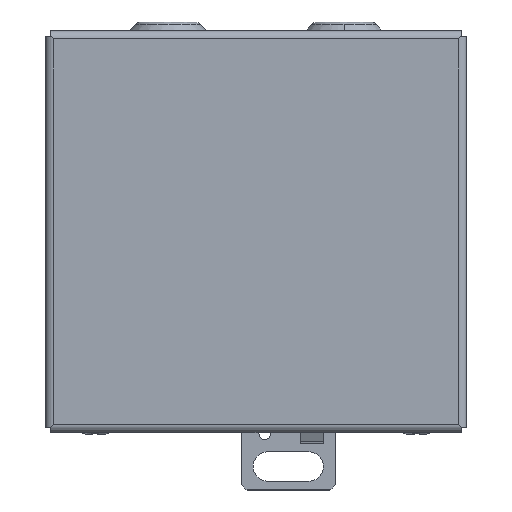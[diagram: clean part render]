
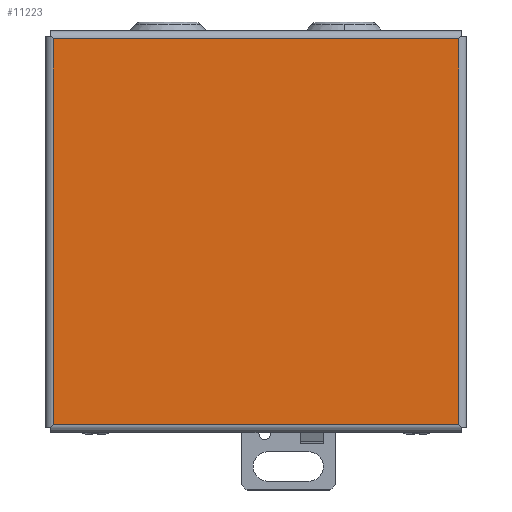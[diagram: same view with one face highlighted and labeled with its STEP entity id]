
A CAD part, top view. The second image highlights one B-rep face of the part: STEP entity #11223.
In plain terms, the highlighted planar face has unit normal (0, 0, 1).
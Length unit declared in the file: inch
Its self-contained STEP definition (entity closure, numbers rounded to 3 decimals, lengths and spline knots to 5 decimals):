
#700 = VECTOR ( 'NONE', #10485, 39.37008 ) ;
#816 = EDGE_CURVE ( 'NONE', #6300, #10456, #2861, .T. ) ;
#859 = EDGE_CURVE ( 'NONE', #10456, #1069, #9503, .T. ) ;
#875 = DIRECTION ( 'NONE',  ( 1., 0., 0. ) ) ;
#920 = EDGE_CURVE ( 'NONE', #1069, #7997, #5414, .T. ) ;
#1069 = VERTEX_POINT ( 'NONE', #2910 ) ;
#1291 = AXIS2_PLACEMENT_3D ( 'NONE', #4060, #6621, #6557 ) ;
#2487 = CARTESIAN_POINT ( 'NONE',  ( -2.1585, -4.135, 3.0285 ) ) ;
#2861 = LINE ( 'NONE', #5247, #700 ) ;
#2910 = CARTESIAN_POINT ( 'NONE',  ( 2.1585, -0.029, 3.0285 ) ) ;
#3134 = EDGE_CURVE ( 'NONE', #7997, #6300, #4776, .T. ) ;
#3189 = CARTESIAN_POINT ( 'NONE',  ( 2.1585, -4.135, 3.0285 ) ) ;
#3257 = CARTESIAN_POINT ( 'NONE',  ( -2.1585, -0.029, 3.0285 ) ) ;
#3578 = VECTOR ( 'NONE', #4037, 39.37008 ) ;
#3602 = CARTESIAN_POINT ( 'NONE',  ( -2.1585, -0.029, 3.0285 ) ) ;
#3752 = ORIENTED_EDGE ( 'NONE', *, *, #816, .F. ) ;
#3930 = CARTESIAN_POINT ( 'NONE',  ( 2.1585, -0.029, 3.0285 ) ) ;
#4037 = DIRECTION ( 'NONE',  ( -1., 0., 0. ) ) ;
#4060 = CARTESIAN_POINT ( 'NONE',  ( 2.1585, -0.029, 3.0285 ) ) ;
#4546 = ORIENTED_EDGE ( 'NONE', *, *, #859, .F. ) ;
#4776 = LINE ( 'NONE', #3189, #3578 ) ;
#4914 = FACE_OUTER_BOUND ( 'NONE', #6346, .T. ) ;
#5247 = CARTESIAN_POINT ( 'NONE',  ( -2.1585, -4.135, 3.0285 ) ) ;
#5414 = LINE ( 'NONE', #3930, #9210 ) ;
#5877 = PLANE ( 'NONE',  #1291 ) ;
#6300 = VERTEX_POINT ( 'NONE', #2487 ) ;
#6346 = EDGE_LOOP ( 'NONE', ( #3752, #7947, #10118, #4546 ) ) ;
#6557 = DIRECTION ( 'NONE',  ( -1., 0., 0. ) ) ;
#6621 = DIRECTION ( 'NONE',  ( 0., 0., 1. ) ) ;
#6684 = VECTOR ( 'NONE', #875, 39.37008 ) ;
#7947 = ORIENTED_EDGE ( 'NONE', *, *, #3134, .F. ) ;
#7997 = VERTEX_POINT ( 'NONE', #9153 ) ;
#8981 = DIRECTION ( 'NONE',  ( 0., -1., 0. ) ) ;
#9153 = CARTESIAN_POINT ( 'NONE',  ( 2.1585, -4.135, 3.0285 ) ) ;
#9210 = VECTOR ( 'NONE', #8981, 39.37008 ) ;
#9503 = LINE ( 'NONE', #3602, #6684 ) ;
#10118 = ORIENTED_EDGE ( 'NONE', *, *, #920, .F. ) ;
#10456 = VERTEX_POINT ( 'NONE', #3257 ) ;
#10485 = DIRECTION ( 'NONE',  ( 0., 1., 0. ) ) ;
#11223 = ADVANCED_FACE ( 'NONE', ( #4914 ), #5877, .T. ) ;
